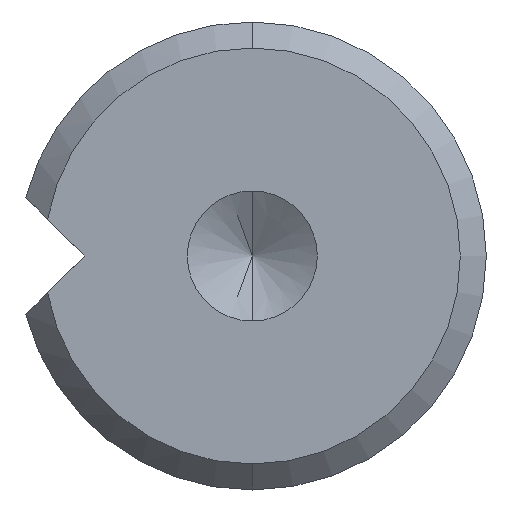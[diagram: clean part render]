
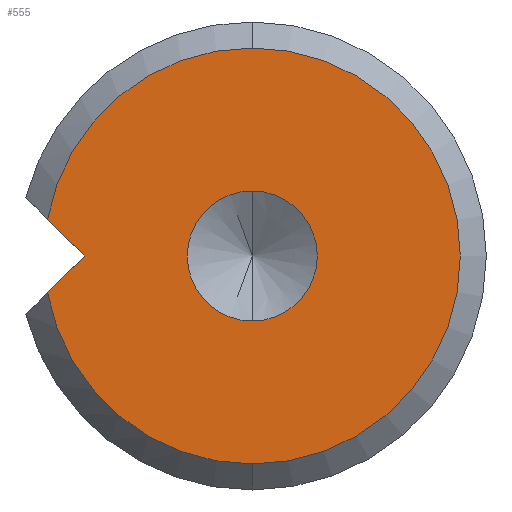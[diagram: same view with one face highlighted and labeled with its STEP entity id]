
A CAD part, front view. The second image highlights one B-rep face of the part: STEP entity #555.
In plain terms, the highlighted planar face has unit normal (0, -1, 0).
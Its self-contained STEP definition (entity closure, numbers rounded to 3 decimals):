
#1 = CARTESIAN_POINT ( 'NONE',  ( -3.232, 0., 3.232 ) ) ;
#7 = CIRCLE ( 'NONE', #297, 2.5 ) ;
#12 = ORIENTED_EDGE ( 'NONE', *, *, #626, .T. ) ;
#18 = DIRECTION ( 'NONE',  ( 0., -1., 0. ) ) ;
#35 = VECTOR ( 'NONE', #592, 1000. ) ;
#40 = AXIS2_PLACEMENT_3D ( 'NONE', #448, #344, #256 ) ;
#56 = CARTESIAN_POINT ( 'NONE',  ( -6.464, 0., 0. ) ) ;
#61 = CARTESIAN_POINT ( 'NONE',  ( 0., 0., 8. ) ) ;
#78 = CARTESIAN_POINT ( 'NONE',  ( -7.875, 0., 1.41 ) ) ;
#84 = VECTOR ( 'NONE', #151, 1000. ) ;
#111 = CIRCLE ( 'NONE', #40, 8. ) ;
#148 = CIRCLE ( 'NONE', #394, 8. ) ;
#150 = EDGE_CURVE ( 'NONE', #544, #551, #231, .T. ) ;
#151 = DIRECTION ( 'NONE',  ( -0.707, 0., -0.707 ) ) ;
#155 = PLANE ( 'NONE',  #518 ) ;
#156 = ORIENTED_EDGE ( 'NONE', *, *, #454, .F. ) ;
#165 = CARTESIAN_POINT ( 'NONE',  ( 0., 0., 0. ) ) ;
#167 = VERTEX_POINT ( 'NONE', #441 ) ;
#213 = ORIENTED_EDGE ( 'NONE', *, *, #501, .F. ) ;
#221 = CARTESIAN_POINT ( 'NONE',  ( 0., 0., 0. ) ) ;
#226 = EDGE_LOOP ( 'NONE', ( #12, #264, #474, #619, #241 ) ) ;
#231 = LINE ( 'NONE', #1, #84 ) ;
#241 = ORIENTED_EDGE ( 'NONE', *, *, #150, .T. ) ;
#256 = DIRECTION ( 'NONE',  ( 0., 0., 1. ) ) ;
#264 = ORIENTED_EDGE ( 'NONE', *, *, #554, .T. ) ;
#266 = AXIS2_PLACEMENT_3D ( 'NONE', #338, #443, #387 ) ;
#269 = CIRCLE ( 'NONE', #335, 2.5 ) ;
#274 = DIRECTION ( 'NONE',  ( 0., -1., 0. ) ) ;
#278 = FACE_OUTER_BOUND ( 'NONE', #226, .T. ) ;
#293 = DIRECTION ( 'NONE',  ( 0., 0., 1. ) ) ;
#297 = AXIS2_PLACEMENT_3D ( 'NONE', #221, #274, #556 ) ;
#301 = VERTEX_POINT ( 'NONE', #78 ) ;
#335 = AXIS2_PLACEMENT_3D ( 'NONE', #165, #18, #548 ) ;
#338 = CARTESIAN_POINT ( 'NONE',  ( 0., 0., 0. ) ) ;
#339 = DIRECTION ( 'NONE',  ( 0., 0., 1. ) ) ;
#344 = DIRECTION ( 'NONE',  ( 0., -1., 0. ) ) ;
#346 = CARTESIAN_POINT ( 'NONE',  ( -3.232, 0., -3.232 ) ) ;
#387 = DIRECTION ( 'NONE',  ( 0., 0., 1. ) ) ;
#393 = CARTESIAN_POINT ( 'NONE',  ( 0., 0., 0. ) ) ;
#394 = AXIS2_PLACEMENT_3D ( 'NONE', #625, #485, #339 ) ;
#395 = FACE_BOUND ( 'NONE', #560, .T. ) ;
#418 = CARTESIAN_POINT ( 'NONE',  ( 0., 0., 2.5 ) ) ;
#421 = CIRCLE ( 'NONE', #266, 8. ) ;
#430 = CARTESIAN_POINT ( 'NONE',  ( -7.875, 0., -1.41 ) ) ;
#441 = CARTESIAN_POINT ( 'NONE',  ( 0., 0., -2.5 ) ) ;
#443 = DIRECTION ( 'NONE',  ( 0., -1., 0. ) ) ;
#446 = VERTEX_POINT ( 'NONE', #499 ) ;
#448 = CARTESIAN_POINT ( 'NONE',  ( 0., 0., 0. ) ) ;
#454 = EDGE_CURVE ( 'NONE', #510, #167, #269, .T. ) ;
#468 = EDGE_CURVE ( 'NONE', #301, #544, #525, .T. ) ;
#474 = ORIENTED_EDGE ( 'NONE', *, *, #568, .T. ) ;
#481 = DIRECTION ( 'NONE',  ( 0., 1., 0. ) ) ;
#485 = DIRECTION ( 'NONE',  ( 0., -1., 0. ) ) ;
#488 = VERTEX_POINT ( 'NONE', #61 ) ;
#499 = CARTESIAN_POINT ( 'NONE',  ( 0., 0., -8. ) ) ;
#501 = EDGE_CURVE ( 'NONE', #167, #510, #7, .T. ) ;
#510 = VERTEX_POINT ( 'NONE', #418 ) ;
#518 = AXIS2_PLACEMENT_3D ( 'NONE', #393, #481, #293 ) ;
#525 = LINE ( 'NONE', #346, #35 ) ;
#544 = VERTEX_POINT ( 'NONE', #56 ) ;
#548 = DIRECTION ( 'NONE',  ( 0., 0., -1. ) ) ;
#551 = VERTEX_POINT ( 'NONE', #430 ) ;
#554 = EDGE_CURVE ( 'NONE', #446, #488, #421, .T. ) ;
#555 = ADVANCED_FACE ( 'NONE', ( #395, #278 ), #155, .F. ) ;
#556 = DIRECTION ( 'NONE',  ( 0., 0., -1. ) ) ;
#560 = EDGE_LOOP ( 'NONE', ( #213, #156 ) ) ;
#568 = EDGE_CURVE ( 'NONE', #488, #301, #148, .T. ) ;
#592 = DIRECTION ( 'NONE',  ( 0.707, 0., -0.707 ) ) ;
#619 = ORIENTED_EDGE ( 'NONE', *, *, #468, .T. ) ;
#625 = CARTESIAN_POINT ( 'NONE',  ( 0., 0., 0. ) ) ;
#626 = EDGE_CURVE ( 'NONE', #551, #446, #111, .T. ) ;
